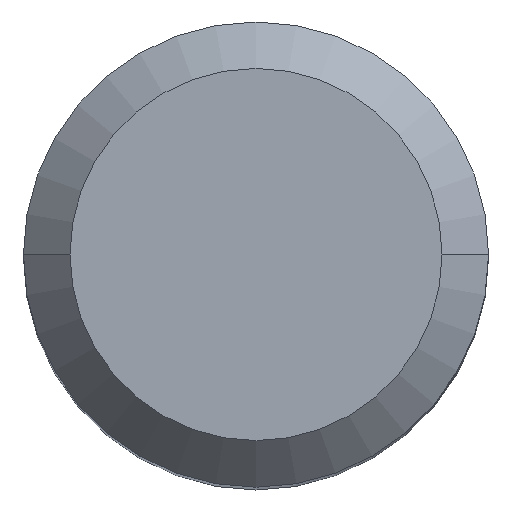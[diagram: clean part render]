
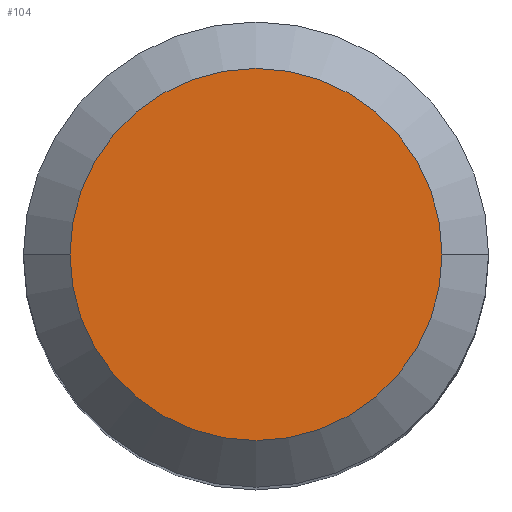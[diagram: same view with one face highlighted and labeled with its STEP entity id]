
A CAD part, top view. The second image highlights one B-rep face of the part: STEP entity #104.
In plain terms, the highlighted planar face has unit normal (0, 0, 1).
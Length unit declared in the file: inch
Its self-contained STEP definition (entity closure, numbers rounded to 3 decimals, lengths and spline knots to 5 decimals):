
#27 = CARTESIAN_POINT ( 'NONE',  ( -0.25196, 0., 0. ) ) ;
#31 = AXIS2_PLACEMENT_3D ( 'NONE', #422, #38, #257 ) ;
#38 = DIRECTION ( 'NONE',  ( 0., 0., 1. ) ) ;
#40 = VERTEX_POINT ( 'NONE', #27 ) ;
#44 = ORIENTED_EDGE ( 'NONE', *, *, #482, .T. ) ;
#104 = ADVANCED_FACE ( 'NONE', ( #168 ), #122, .F. ) ;
#110 = EDGE_LOOP ( 'NONE', ( #44, #458 ) ) ;
#122 = PLANE ( 'NONE',  #193 ) ;
#168 = FACE_OUTER_BOUND ( 'NONE', #110, .T. ) ;
#192 = VERTEX_POINT ( 'NONE', #466 ) ;
#193 = AXIS2_PLACEMENT_3D ( 'NONE', #433, #196, #274 ) ;
#196 = DIRECTION ( 'NONE',  ( 0., 0., -1. ) ) ;
#209 = AXIS2_PLACEMENT_3D ( 'NONE', #418, #339, #215 ) ;
#215 = DIRECTION ( 'NONE',  ( 1., 0., 0. ) ) ;
#237 = CIRCLE ( 'NONE', #31, 0.25196 ) ;
#257 = DIRECTION ( 'NONE',  ( 1., 0., 0. ) ) ;
#274 = DIRECTION ( 'NONE',  ( -1., 0., 0. ) ) ;
#301 = CIRCLE ( 'NONE', #209, 0.25196 ) ;
#339 = DIRECTION ( 'NONE',  ( 0., 0., 1. ) ) ;
#418 = CARTESIAN_POINT ( 'NONE',  ( 0., 0., 0. ) ) ;
#422 = CARTESIAN_POINT ( 'NONE',  ( 0., 0., 0. ) ) ;
#433 = CARTESIAN_POINT ( 'NONE',  ( 0., 0., 0. ) ) ;
#447 = EDGE_CURVE ( 'NONE', #192, #40, #237, .T. ) ;
#458 = ORIENTED_EDGE ( 'NONE', *, *, #447, .T. ) ;
#466 = CARTESIAN_POINT ( 'NONE',  ( 0.25196, 0., 0. ) ) ;
#482 = EDGE_CURVE ( 'NONE', #40, #192, #301, .T. ) ;
